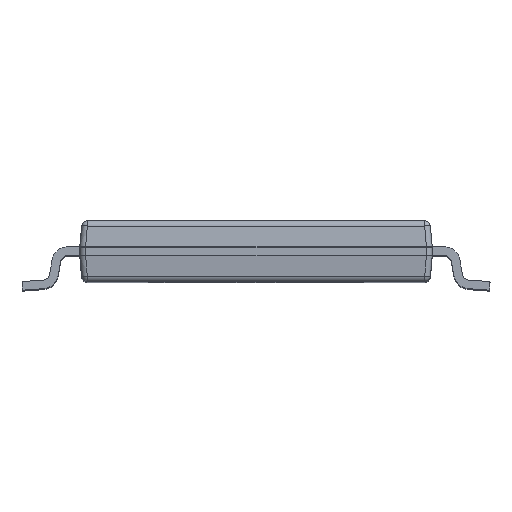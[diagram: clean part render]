
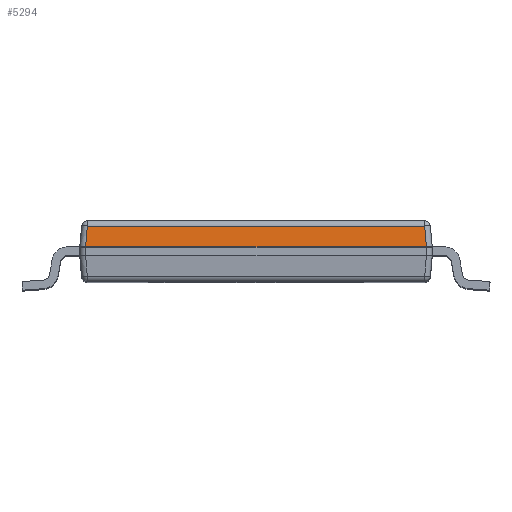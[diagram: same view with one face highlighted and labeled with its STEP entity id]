
A CAD part, top view. The second image highlights one B-rep face of the part: STEP entity #5294.
In plain terms, the highlighted planar face has unit normal (0, 0.087, 0.996).
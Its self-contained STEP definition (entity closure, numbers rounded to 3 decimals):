
#165 = CARTESIAN_POINT ( 'NONE',  ( 2.919, 1.109, 5.469 ) ) ;
#660 = LINE ( 'NONE', #5913, #8610 ) ;
#1133 = CARTESIAN_POINT ( 'NONE',  ( -3.011, 1.109, 5.469 ) ) ;
#1332 = CARTESIAN_POINT ( 'NONE',  ( -2.919, 1.109, 5.469 ) ) ;
#1367 = CARTESIAN_POINT ( 'NONE',  ( -2.951, 0.741, 5.501 ) ) ;
#1489 = VECTOR ( 'NONE', #13204, 1000. ) ;
#2467 = VERTEX_POINT ( 'NONE', #165 ) ;
#3151 = LINE ( 'NONE', #1367, #1489 ) ;
#3462 = EDGE_CURVE ( 'NONE', #11731, #13104, #3151, .T. ) ;
#4504 = CARTESIAN_POINT ( 'NONE',  ( 2.95, 0.754, 5.5 ) ) ;
#5294 = ADVANCED_FACE ( 'NONE', ( #13831 ), #6419, .T. ) ;
#5913 = CARTESIAN_POINT ( 'NONE',  ( 2.905, 1.267, 5.455 ) ) ;
#6098 = DIRECTION ( 'NONE',  ( 1., 0., 0. ) ) ;
#6419 = PLANE ( 'NONE',  #6690 ) ;
#6690 = AXIS2_PLACEMENT_3D ( 'NONE', #14328, #16796, #10334 ) ;
#6915 = EDGE_CURVE ( 'NONE', #12911, #2467, #660, .T. ) ;
#7141 = LINE ( 'NONE', #1133, #8355 ) ;
#7246 = ORIENTED_EDGE ( 'NONE', *, *, #8673, .T. ) ;
#7765 = ORIENTED_EDGE ( 'NONE', *, *, #3462, .T. ) ;
#7833 = ORIENTED_EDGE ( 'NONE', *, *, #16504, .T. ) ;
#8355 = VECTOR ( 'NONE', #15446, 1000. ) ;
#8610 = VECTOR ( 'NONE', #16404, 1000. ) ;
#8673 = EDGE_CURVE ( 'NONE', #13104, #12911, #16195, .T. ) ;
#9781 = CARTESIAN_POINT ( 'NONE',  ( -3.05, 0.754, 5.5 ) ) ;
#10225 = CARTESIAN_POINT ( 'NONE',  ( -2.95, 0.754, 5.5 ) ) ;
#10334 = DIRECTION ( 'NONE',  ( 0., 0.996, -0.087 ) ) ;
#11410 = VECTOR ( 'NONE', #6098, 1000. ) ;
#11731 = VERTEX_POINT ( 'NONE', #1332 ) ;
#12473 = ORIENTED_EDGE ( 'NONE', *, *, #6915, .T. ) ;
#12911 = VERTEX_POINT ( 'NONE', #4504 ) ;
#13104 = VERTEX_POINT ( 'NONE', #10225 ) ;
#13204 = DIRECTION ( 'NONE',  ( -0.087, -0.992, 0.087 ) ) ;
#13831 = FACE_OUTER_BOUND ( 'NONE', #16887, .T. ) ;
#14328 = CARTESIAN_POINT ( 'NONE',  ( -3.05, 0.75, 5.5 ) ) ;
#15446 = DIRECTION ( 'NONE',  ( -1., 0., 0. ) ) ;
#16195 = LINE ( 'NONE', #9781, #11410 ) ;
#16404 = DIRECTION ( 'NONE',  ( -0.087, 0.992, -0.087 ) ) ;
#16504 = EDGE_CURVE ( 'NONE', #2467, #11731, #7141, .T. ) ;
#16796 = DIRECTION ( 'NONE',  ( 0., 0.087, 0.996 ) ) ;
#16887 = EDGE_LOOP ( 'NONE', ( #7833, #7765, #7246, #12473 ) ) ;
